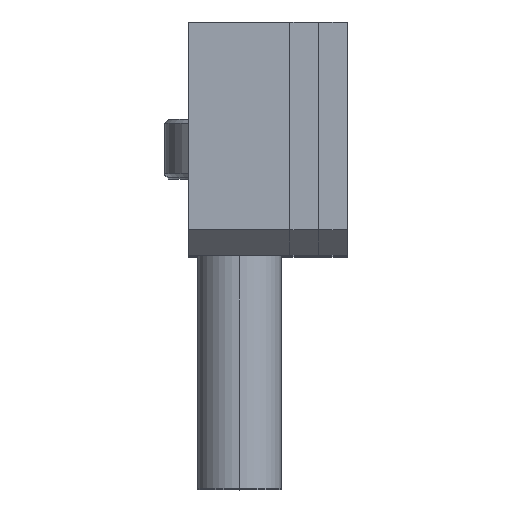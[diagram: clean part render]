
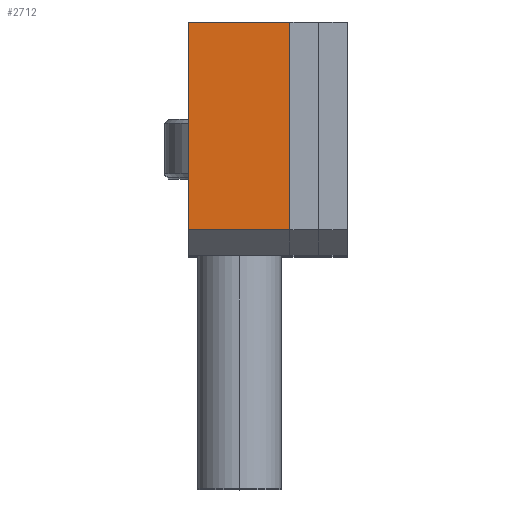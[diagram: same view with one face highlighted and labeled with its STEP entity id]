
A CAD part, top view. The second image highlights one B-rep face of the part: STEP entity #2712.
In plain terms, the highlighted planar face has unit normal (0, 0, 1).
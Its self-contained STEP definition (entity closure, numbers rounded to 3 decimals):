
#28 = CARTESIAN_POINT ( 'NONE',  ( -2.6, 0., 30. ) ) ;
#61 = DIRECTION ( 'NONE',  ( 0., -1., 0. ) ) ;
#133 = EDGE_CURVE ( 'NONE', #3601, #3182, #3875, .T. ) ;
#407 = CARTESIAN_POINT ( 'NONE',  ( 2.6, 0., 30. ) ) ;
#417 = DIRECTION ( 'NONE',  ( -1., 0., 0. ) ) ;
#422 = CARTESIAN_POINT ( 'NONE',  ( 2.6, 0., 30. ) ) ;
#603 = VERTEX_POINT ( 'NONE', #606 ) ;
#606 = CARTESIAN_POINT ( 'NONE',  ( 2.6, -4.2, 30. ) ) ;
#661 = FACE_OUTER_BOUND ( 'NONE', #1185, .T. ) ;
#685 = LINE ( 'NONE', #28, #1728 ) ;
#827 = EDGE_CURVE ( 'NONE', #3601, #603, #2987, .T. ) ;
#976 = AXIS2_PLACEMENT_3D ( 'NONE', #422, #3327, #2643 ) ;
#1102 = ORIENTED_EDGE ( 'NONE', *, *, #3664, .F. ) ;
#1107 = VECTOR ( 'NONE', #3585, 1000. ) ;
#1185 = EDGE_LOOP ( 'NONE', ( #3350, #1102, #3061, #3798 ) ) ;
#1231 = VECTOR ( 'NONE', #61, 1000. ) ;
#1292 = CARTESIAN_POINT ( 'NONE',  ( 2.6, 6.5, 30. ) ) ;
#1329 = DIRECTION ( 'NONE',  ( 0., -1., 0. ) ) ;
#1398 = CARTESIAN_POINT ( 'NONE',  ( 2.6, -4.2, 30. ) ) ;
#1463 = CARTESIAN_POINT ( 'NONE',  ( -2.6, -4.2, 30. ) ) ;
#1633 = PLANE ( 'NONE',  #976 ) ;
#1728 = VECTOR ( 'NONE', #1329, 1000. ) ;
#1964 = CARTESIAN_POINT ( 'NONE',  ( -2.6, 6.5, 30. ) ) ;
#2201 = VECTOR ( 'NONE', #417, 1000. ) ;
#2643 = DIRECTION ( 'NONE',  ( -1., 0., 0. ) ) ;
#2712 = ADVANCED_FACE ( 'NONE', ( #661 ), #1633, .F. ) ;
#2736 = CARTESIAN_POINT ( 'NONE',  ( 2.6, 6.5, 30. ) ) ;
#2895 = VERTEX_POINT ( 'NONE', #1463 ) ;
#2987 = LINE ( 'NONE', #407, #1231 ) ;
#3061 = ORIENTED_EDGE ( 'NONE', *, *, #827, .F. ) ;
#3182 = VERTEX_POINT ( 'NONE', #1964 ) ;
#3293 = EDGE_CURVE ( 'NONE', #3182, #2895, #685, .T. ) ;
#3327 = DIRECTION ( 'NONE',  ( 0., 0., -1. ) ) ;
#3350 = ORIENTED_EDGE ( 'NONE', *, *, #3293, .T. ) ;
#3585 = DIRECTION ( 'NONE',  ( -1., 0., 0. ) ) ;
#3601 = VERTEX_POINT ( 'NONE', #2736 ) ;
#3664 = EDGE_CURVE ( 'NONE', #603, #2895, #3753, .T. ) ;
#3753 = LINE ( 'NONE', #1398, #2201 ) ;
#3798 = ORIENTED_EDGE ( 'NONE', *, *, #133, .T. ) ;
#3875 = LINE ( 'NONE', #1292, #1107 ) ;
